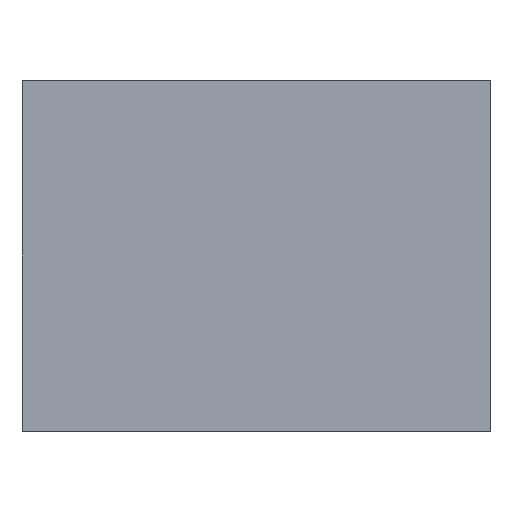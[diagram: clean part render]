
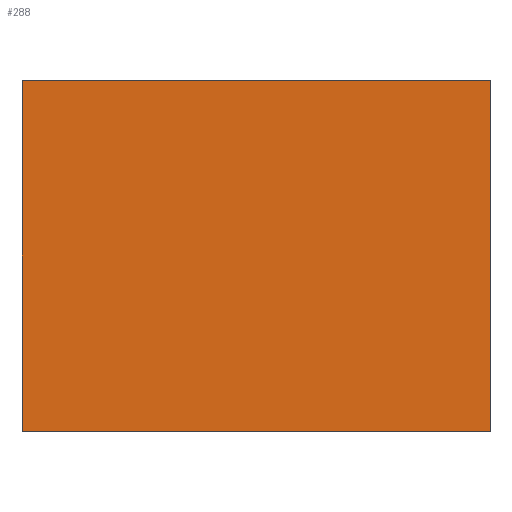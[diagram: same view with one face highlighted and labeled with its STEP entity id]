
A CAD part, front view. The second image highlights one B-rep face of the part: STEP entity #288.
In plain terms, the highlighted planar face has unit normal (0, -1, 0).
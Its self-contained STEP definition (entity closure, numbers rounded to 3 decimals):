
#18 = VECTOR ( 'NONE', #130, 1000. ) ;
#21 = VERTEX_POINT ( 'NONE', #195 ) ;
#52 = FACE_OUTER_BOUND ( 'NONE', #136, .T. ) ;
#55 = ORIENTED_EDGE ( 'NONE', *, *, #262, .T. ) ;
#68 = CARTESIAN_POINT ( 'NONE',  ( 0., 0., 8. ) ) ;
#77 = EDGE_CURVE ( 'NONE', #113, #78, #324, .T. ) ;
#78 = VERTEX_POINT ( 'NONE', #193 ) ;
#82 = VECTOR ( 'NONE', #115, 1000. ) ;
#87 = CARTESIAN_POINT ( 'NONE',  ( 35., 0., 8. ) ) ;
#92 = EDGE_CURVE ( 'NONE', #21, #78, #163, .T. ) ;
#106 = CARTESIAN_POINT ( 'NONE',  ( 0., 0., 8. ) ) ;
#113 = VERTEX_POINT ( 'NONE', #87 ) ;
#115 = DIRECTION ( 'NONE',  ( 1., 0., 0. ) ) ;
#125 = DIRECTION ( 'NONE',  ( 1., 0., 0. ) ) ;
#130 = DIRECTION ( 'NONE',  ( 0., 0., -1. ) ) ;
#136 = EDGE_LOOP ( 'NONE', ( #55, #233, #266, #152 ) ) ;
#152 = ORIENTED_EDGE ( 'NONE', *, *, #260, .F. ) ;
#158 = CARTESIAN_POINT ( 'NONE',  ( 55., 0., 23. ) ) ;
#163 = LINE ( 'NONE', #158, #18 ) ;
#177 = CARTESIAN_POINT ( 'NONE',  ( 35., 0., 23. ) ) ;
#179 = DIRECTION ( 'NONE',  ( 0., 0., 1. ) ) ;
#193 = CARTESIAN_POINT ( 'NONE',  ( 55., 0., 8. ) ) ;
#195 = CARTESIAN_POINT ( 'NONE',  ( 55., 0., 23. ) ) ;
#208 = LINE ( 'NONE', #177, #299 ) ;
#233 = ORIENTED_EDGE ( 'NONE', *, *, #77, .T. ) ;
#235 = DIRECTION ( 'NONE',  ( 0., 0., -1. ) ) ;
#260 = EDGE_CURVE ( 'NONE', #406, #21, #339, .T. ) ;
#262 = EDGE_CURVE ( 'NONE', #406, #113, #208, .T. ) ;
#266 = ORIENTED_EDGE ( 'NONE', *, *, #92, .F. ) ;
#269 = CARTESIAN_POINT ( 'NONE',  ( 35., 0., 23. ) ) ;
#286 = CARTESIAN_POINT ( 'NONE',  ( 35., 0., 23. ) ) ;
#288 = ADVANCED_FACE ( 'NONE', ( #52 ), #294, .F. ) ;
#294 = PLANE ( 'NONE',  #407 ) ;
#296 = VECTOR ( 'NONE', #125, 1000. ) ;
#299 = VECTOR ( 'NONE', #235, 1000. ) ;
#324 = LINE ( 'NONE', #68, #296 ) ;
#339 = LINE ( 'NONE', #269, #82 ) ;
#397 = DIRECTION ( 'NONE',  ( 0., 1., 0. ) ) ;
#406 = VERTEX_POINT ( 'NONE', #286 ) ;
#407 = AXIS2_PLACEMENT_3D ( 'NONE', #106, #397, #179 ) ;
